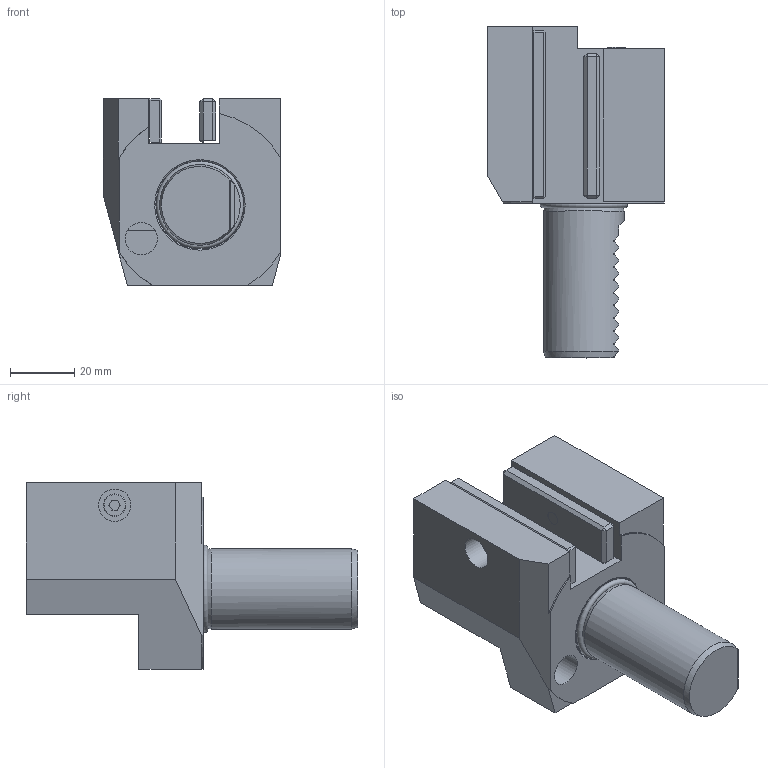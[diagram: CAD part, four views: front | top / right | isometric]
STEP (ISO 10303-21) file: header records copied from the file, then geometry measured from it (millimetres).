
FILE_DESCRIPTION (( 'STEP AP214' ), '1' );
FILE_NAME ('C125X1612.STEP', '2021-07-05T08:53:56', ( '' ), ( '' ), 'SwSTEP 2.0', 'SolidWorks 2016', '' );
FILE_SCHEMA (( 'AUTOMOTIVE_DESIGN' ));
Length unit declared in the file: millimetre
Products named in the file (1): C125X1612
Bounding box: 55.1 x 103 x 58 mm (x, y, z)
Surface area: 26367.7 mm2 (no closed solid volume)
Topology: 0 solids, 24 shells, 190 faces, 582 edges, 414 vertices
Faces by surface type: plane 141, cylinder 31, cone 10, torus 5, bspline 2, sphere 1
Full cylindrical faces by diameter (mm): 1.7 x1, 2.1 x1, 3.3 x1, 4.2 x2, 5 x1, 6.366 x1, 6.8 x2, 8.5 x1, 9.64 x1, 10 x4, 25 x1
Entity records: 8606 total; most frequent: CARTESIAN_POINT 1664, DIRECTION 942, ORIENTED_EDGE 888, EDGE_CURVE 542, VERTEX_POINT 405, VECTOR 374, LINE 374, AXIS2_PLACEMENT_3D 284
